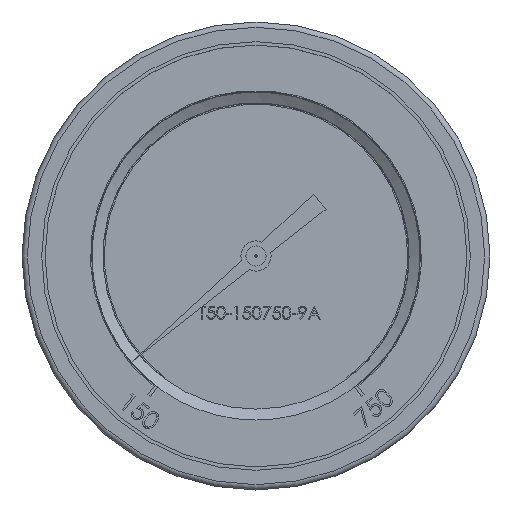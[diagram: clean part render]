
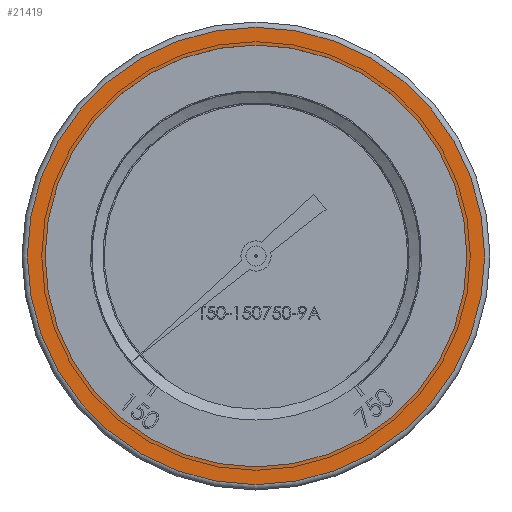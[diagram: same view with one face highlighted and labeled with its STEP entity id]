
A CAD part, top view. The second image highlights one B-rep face of the part: STEP entity #21419.
In plain terms, the highlighted planar face has unit normal (0, 0, 1).
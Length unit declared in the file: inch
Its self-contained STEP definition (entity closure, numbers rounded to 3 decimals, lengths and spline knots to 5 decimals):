
#1822 = DIRECTION ( 'NONE',  ( -1., 0., 0. ) ) ;
#2388 = AXIS2_PLACEMENT_3D ( 'NONE', #24800, #3374, #1822 ) ;
#3286 = AXIS2_PLACEMENT_3D ( 'NONE', #8845, #16718, #11224 ) ;
#3360 = EDGE_LOOP ( 'NONE', ( #13658 ) ) ;
#3374 = DIRECTION ( 'NONE',  ( 0., 0., 1. ) ) ;
#3590 = CIRCLE ( 'NONE', #2388, 2.58 ) ;
#4440 = AXIS2_PLACEMENT_3D ( 'NONE', #7581, #21199, #22873 ) ;
#6488 = CIRCLE ( 'NONE', #4440, 2.38 ) ;
#6825 = CARTESIAN_POINT ( 'NONE',  ( -2.58, 0., 0. ) ) ;
#7581 = CARTESIAN_POINT ( 'NONE',  ( 0., 0., 0. ) ) ;
#8230 = VERTEX_POINT ( 'NONE', #20320 ) ;
#8802 = ORIENTED_EDGE ( 'NONE', *, *, #24078, .F. ) ;
#8845 = CARTESIAN_POINT ( 'NONE',  ( 0., 0., 0. ) ) ;
#11224 = DIRECTION ( 'NONE',  ( -1., 0., 0. ) ) ;
#12655 = PLANE ( 'NONE',  #3286 ) ;
#13658 = ORIENTED_EDGE ( 'NONE', *, *, #24726, .T. ) ;
#15212 = EDGE_LOOP ( 'NONE', ( #8802 ) ) ;
#16718 = DIRECTION ( 'NONE',  ( 0., 0., -1. ) ) ;
#18757 = FACE_OUTER_BOUND ( 'NONE', #3360, .T. ) ;
#19946 = VERTEX_POINT ( 'NONE', #6825 ) ;
#20320 = CARTESIAN_POINT ( 'NONE',  ( -2.38, 0., 0. ) ) ;
#21199 = DIRECTION ( 'NONE',  ( 0., 0., 1. ) ) ;
#21419 = ADVANCED_FACE ( 'NONE', ( #18757, #22620 ), #12655, .F. ) ;
#22620 = FACE_BOUND ( 'NONE', #15212, .T. ) ;
#22873 = DIRECTION ( 'NONE',  ( -1., 0., 0. ) ) ;
#24078 = EDGE_CURVE ( 'NONE', #8230, #8230, #6488, .T. ) ;
#24726 = EDGE_CURVE ( 'NONE', #19946, #19946, #3590, .T. ) ;
#24800 = CARTESIAN_POINT ( 'NONE',  ( 0., 0., 0. ) ) ;
